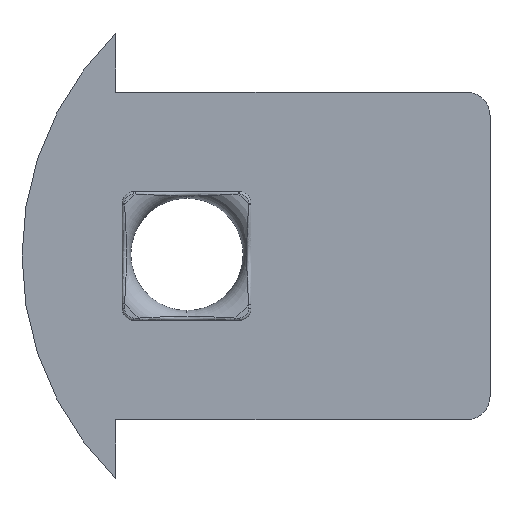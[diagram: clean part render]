
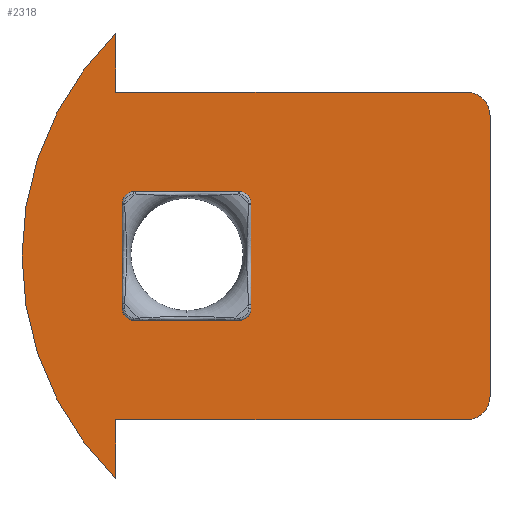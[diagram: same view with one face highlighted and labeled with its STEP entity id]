
A CAD part, front view. The second image highlights one B-rep face of the part: STEP entity #2318.
In plain terms, the highlighted planar face has unit normal (0, -1, 0).
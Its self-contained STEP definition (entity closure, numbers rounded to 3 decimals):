
#40 = CARTESIAN_POINT ( 'NONE',  ( 48.156, 0., -67.5 ) ) ;
#63 = LINE ( 'NONE', #1498, #1664 ) ;
#93 = CARTESIAN_POINT ( 'NONE',  ( 40.302, 0., -25. ) ) ;
#139 = ORIENTED_EDGE ( 'NONE', *, *, #3603, .F. ) ;
#147 = CARTESIAN_POINT ( 'NONE',  ( 48.156, 0., -122.5 ) ) ;
#182 = VERTEX_POINT ( 'NONE', #823 ) ;
#187 = EDGE_CURVE ( 'NONE', #2026, #1248, #499, .T. ) ;
#229 = VERTEX_POINT ( 'NONE', #4022 ) ;
#312 = ORIENTED_EDGE ( 'NONE', *, *, #3680, .T. ) ;
#319 = CARTESIAN_POINT ( 'NONE',  ( 133.114, 0., -95. ) ) ;
#364 = CARTESIAN_POINT ( 'NONE',  ( 40.302, 0., 0. ) ) ;
#395 = DIRECTION ( 'NONE',  ( 1., 0., 0. ) ) ;
#405 = DIRECTION ( 'NONE',  ( 0., 0., 1. ) ) ;
#456 = CARTESIAN_POINT ( 'NONE',  ( 190.302, 0., -35. ) ) ;
#486 = CIRCLE ( 'NONE', #3643, 5. ) ;
#499 = LINE ( 'NONE', #871, #2534 ) ;
#599 = DIRECTION ( 'NONE',  ( 1., 0., 0. ) ) ;
#702 = CIRCLE ( 'NONE', #3272, 10. ) ;
#704 = DIRECTION ( 'NONE',  ( 0., 1., 0. ) ) ;
#711 = ORIENTED_EDGE ( 'NONE', *, *, #866, .T. ) ;
#731 = VERTEX_POINT ( 'NONE', #147 ) ;
#733 = EDGE_CURVE ( 'NONE', #3244, #3725, #63, .T. ) ;
#745 = CARTESIAN_POINT ( 'NONE',  ( 43.156, 0., -67.5 ) ) ;
#773 = DIRECTION ( 'NONE',  ( 0., 0., -1. ) ) ;
#776 = AXIS2_PLACEMENT_3D ( 'NONE', #2120, #3820, #1343 ) ;
#823 = CARTESIAN_POINT ( 'NONE',  ( 93.156, 0., -122.5 ) ) ;
#826 = ORIENTED_EDGE ( 'NONE', *, *, #4027, .F. ) ;
#866 = EDGE_CURVE ( 'NONE', #3244, #2739, #2165, .T. ) ;
#871 = CARTESIAN_POINT ( 'NONE',  ( 40.302, 0., -190. ) ) ;
#914 = ORIENTED_EDGE ( 'NONE', *, *, #992, .F. ) ;
#956 = VERTEX_POINT ( 'NONE', #3295 ) ;
#987 = AXIS2_PLACEMENT_3D ( 'NONE', #319, #704, #4542 ) ;
#992 = EDGE_CURVE ( 'NONE', #1995, #2739, #2163, .T. ) ;
#1003 = ORIENTED_EDGE ( 'NONE', *, *, #2945, .F. ) ;
#1096 = CARTESIAN_POINT ( 'NONE',  ( 98.156, 0., -117.5 ) ) ;
#1098 = CIRCLE ( 'NONE', #4252, 5. ) ;
#1166 = VECTOR ( 'NONE', #1472, 1000. ) ;
#1248 = VERTEX_POINT ( 'NONE', #3807 ) ;
#1330 = CARTESIAN_POINT ( 'NONE',  ( 40.302, 0., -165. ) ) ;
#1343 = DIRECTION ( 'NONE',  ( 0., 0., 1. ) ) ;
#1408 = VERTEX_POINT ( 'NONE', #4565 ) ;
#1410 = DIRECTION ( 'NONE',  ( 0., -1., 0. ) ) ;
#1472 = DIRECTION ( 'NONE',  ( 0., 0., -1. ) ) ;
#1477 = EDGE_CURVE ( 'NONE', #2686, #2517, #3536, .T. ) ;
#1480 = EDGE_CURVE ( 'NONE', #3834, #229, #702, .T. ) ;
#1489 = DIRECTION ( 'NONE',  ( 1., 0., 0. ) ) ;
#1495 = DIRECTION ( 'NONE',  ( 0., 0., 1. ) ) ;
#1497 = EDGE_CURVE ( 'NONE', #2686, #3725, #486, .T. ) ;
#1498 = CARTESIAN_POINT ( 'NONE',  ( 43.156, 0., -67.5 ) ) ;
#1525 = CARTESIAN_POINT ( 'NONE',  ( 190.302, 0., -25. ) ) ;
#1545 = ORIENTED_EDGE ( 'NONE', *, *, #4318, .T. ) ;
#1576 = VECTOR ( 'NONE', #1489, 1000. ) ;
#1664 = VECTOR ( 'NONE', #2856, 1000. ) ;
#1736 = DIRECTION ( 'NONE',  ( 0., 0., 1. ) ) ;
#1752 = AXIS2_PLACEMENT_3D ( 'NONE', #3450, #2047, #2334 ) ;
#1842 = LINE ( 'NONE', #93, #1576 ) ;
#1906 = EDGE_CURVE ( 'NONE', #956, #229, #3838, .T. ) ;
#1943 = VECTOR ( 'NONE', #1973, 1000. ) ;
#1966 = EDGE_CURVE ( 'NONE', #731, #182, #3569, .T. ) ;
#1970 = EDGE_CURVE ( 'NONE', #2657, #1408, #2825, .T. ) ;
#1973 = DIRECTION ( 'NONE',  ( -1., 0., 0. ) ) ;
#1995 = VERTEX_POINT ( 'NONE', #1096 ) ;
#2026 = VERTEX_POINT ( 'NONE', #2429 ) ;
#2047 = DIRECTION ( 'NONE',  ( 0., 1., 0. ) ) ;
#2065 = PLANE ( 'NONE',  #3207 ) ;
#2082 = CARTESIAN_POINT ( 'NONE',  ( 48.156, 0., -117.5 ) ) ;
#2103 = CARTESIAN_POINT ( 'NONE',  ( 48.156, 0., -72.5 ) ) ;
#2120 = CARTESIAN_POINT ( 'NONE',  ( 93.156, 0., -72.5 ) ) ;
#2163 = LINE ( 'NONE', #3270, #2468 ) ;
#2165 = CIRCLE ( 'NONE', #776, 5. ) ;
#2186 = ORIENTED_EDGE ( 'NONE', *, *, #1497, .T. ) ;
#2264 = CARTESIAN_POINT ( 'NONE',  ( 43.156, 0., -117.5 ) ) ;
#2308 = EDGE_LOOP ( 'NONE', ( #1545, #139, #2942, #1003, #3471, #826, #3307, #3185 ) ) ;
#2312 = DIRECTION ( 'NONE',  ( 0., 1., 0. ) ) ;
#2318 = ADVANCED_FACE ( 'NONE', ( #3811, #3400 ), #2065, .F. ) ;
#2334 = DIRECTION ( 'NONE',  ( 0., 0., 1. ) ) ;
#2336 = ORIENTED_EDGE ( 'NONE', *, *, #1966, .F. ) ;
#2429 = CARTESIAN_POINT ( 'NONE',  ( 40.302, 0., -165. ) ) ;
#2439 = DIRECTION ( 'NONE',  ( 0., 1., 0. ) ) ;
#2468 = VECTOR ( 'NONE', #1495, 1000. ) ;
#2517 = VERTEX_POINT ( 'NONE', #2264 ) ;
#2534 = VECTOR ( 'NONE', #773, 1000. ) ;
#2616 = DIRECTION ( 'NONE',  ( 0., 0., 1. ) ) ;
#2650 = EDGE_CURVE ( 'NONE', #731, #2517, #1098, .T. ) ;
#2657 = VERTEX_POINT ( 'NONE', #364 ) ;
#2686 = VERTEX_POINT ( 'NONE', #2810 ) ;
#2739 = VERTEX_POINT ( 'NONE', #4119 ) ;
#2810 = CARTESIAN_POINT ( 'NONE',  ( 43.156, 0., -72.5 ) ) ;
#2825 = LINE ( 'NONE', #4268, #1166 ) ;
#2856 = DIRECTION ( 'NONE',  ( -1., 0., 0. ) ) ;
#2942 = ORIENTED_EDGE ( 'NONE', *, *, #1970, .F. ) ;
#2945 = EDGE_CURVE ( 'NONE', #1248, #2657, #3403, .T. ) ;
#2965 = AXIS2_PLACEMENT_3D ( 'NONE', #456, #3308, #2616 ) ;
#2978 = VERTEX_POINT ( 'NONE', #1525 ) ;
#3062 = CARTESIAN_POINT ( 'NONE',  ( 93.156, 0., -67.5 ) ) ;
#3064 = LINE ( 'NONE', #1330, #1943 ) ;
#3121 = VECTOR ( 'NONE', #3487, 1000. ) ;
#3153 = ORIENTED_EDGE ( 'NONE', *, *, #1477, .F. ) ;
#3166 = CARTESIAN_POINT ( 'NONE',  ( 200.302, 0., -25. ) ) ;
#3185 = ORIENTED_EDGE ( 'NONE', *, *, #1906, .F. ) ;
#3207 = AXIS2_PLACEMENT_3D ( 'NONE', #4431, #2312, #599 ) ;
#3244 = VERTEX_POINT ( 'NONE', #3062 ) ;
#3270 = CARTESIAN_POINT ( 'NONE',  ( 98.156, 0., -67.5 ) ) ;
#3272 = AXIS2_PLACEMENT_3D ( 'NONE', #3556, #1410, #405 ) ;
#3295 = CARTESIAN_POINT ( 'NONE',  ( 200.302, 0., -35. ) ) ;
#3307 = ORIENTED_EDGE ( 'NONE', *, *, #1480, .T. ) ;
#3308 = DIRECTION ( 'NONE',  ( 0., -1., 0. ) ) ;
#3365 = CIRCLE ( 'NONE', #1752, 5. ) ;
#3400 = FACE_BOUND ( 'NONE', #3955, .T. ) ;
#3403 = CIRCLE ( 'NONE', #987, 132.813 ) ;
#3450 = CARTESIAN_POINT ( 'NONE',  ( 93.156, 0., -117.5 ) ) ;
#3471 = ORIENTED_EDGE ( 'NONE', *, *, #187, .F. ) ;
#3487 = DIRECTION ( 'NONE',  ( 0., 0., -1. ) ) ;
#3489 = DIRECTION ( 'NONE',  ( 0., 1., 0. ) ) ;
#3536 = LINE ( 'NONE', #745, #3121 ) ;
#3549 = DIRECTION ( 'NONE',  ( 0., 0., -1. ) ) ;
#3556 = CARTESIAN_POINT ( 'NONE',  ( 190.302, 0., -155. ) ) ;
#3569 = LINE ( 'NONE', #4314, #4178 ) ;
#3603 = EDGE_CURVE ( 'NONE', #1408, #2978, #1842, .T. ) ;
#3643 = AXIS2_PLACEMENT_3D ( 'NONE', #2103, #2439, #3851 ) ;
#3680 = EDGE_CURVE ( 'NONE', #1995, #182, #3365, .T. ) ;
#3715 = ORIENTED_EDGE ( 'NONE', *, *, #2650, .T. ) ;
#3725 = VERTEX_POINT ( 'NONE', #40 ) ;
#3807 = CARTESIAN_POINT ( 'NONE',  ( 40.302, 0., -190. ) ) ;
#3811 = FACE_OUTER_BOUND ( 'NONE', #2308, .T. ) ;
#3820 = DIRECTION ( 'NONE',  ( 0., 1., 0. ) ) ;
#3834 = VERTEX_POINT ( 'NONE', #3905 ) ;
#3838 = LINE ( 'NONE', #3166, #3943 ) ;
#3851 = DIRECTION ( 'NONE',  ( 0., 0., 1. ) ) ;
#3905 = CARTESIAN_POINT ( 'NONE',  ( 190.302, 0., -165. ) ) ;
#3943 = VECTOR ( 'NONE', #3549, 1000. ) ;
#3955 = EDGE_LOOP ( 'NONE', ( #3153, #2186, #4337, #711, #914, #312, #2336, #3715 ) ) ;
#4022 = CARTESIAN_POINT ( 'NONE',  ( 200.302, 0., -155. ) ) ;
#4027 = EDGE_CURVE ( 'NONE', #3834, #2026, #3064, .T. ) ;
#4119 = CARTESIAN_POINT ( 'NONE',  ( 98.156, 0., -72.5 ) ) ;
#4178 = VECTOR ( 'NONE', #395, 1000. ) ;
#4252 = AXIS2_PLACEMENT_3D ( 'NONE', #2082, #3489, #1736 ) ;
#4268 = CARTESIAN_POINT ( 'NONE',  ( 40.302, 0., -25. ) ) ;
#4314 = CARTESIAN_POINT ( 'NONE',  ( 43.156, 0., -122.5 ) ) ;
#4318 = EDGE_CURVE ( 'NONE', #956, #2978, #4459, .T. ) ;
#4337 = ORIENTED_EDGE ( 'NONE', *, *, #733, .F. ) ;
#4431 = CARTESIAN_POINT ( 'NONE',  ( 133.114, 0., -95. ) ) ;
#4459 = CIRCLE ( 'NONE', #2965, 10. ) ;
#4542 = DIRECTION ( 'NONE',  ( 0., 0., 1. ) ) ;
#4565 = CARTESIAN_POINT ( 'NONE',  ( 40.302, 0., -25. ) ) ;
